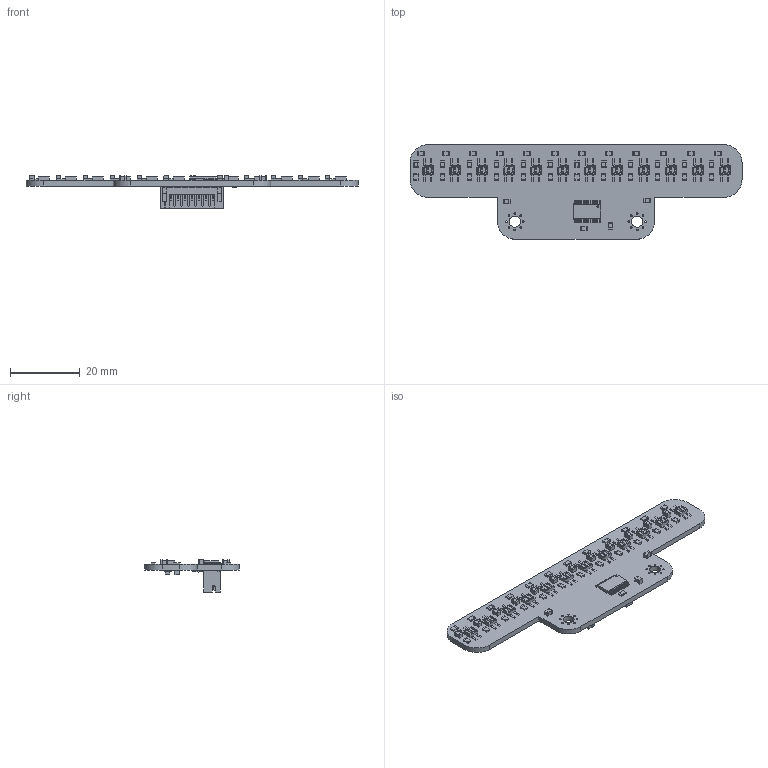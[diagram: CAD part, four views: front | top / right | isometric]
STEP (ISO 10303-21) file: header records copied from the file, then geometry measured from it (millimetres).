
FILE_DESCRIPTION(('KiCad electronic assembly'),'2;1');
FILE_NAME('line_sensor.step','2024-04-23T14:02:17',('Pcbnew'),('Kicad'), 'Open CASCADE STEP processor 7.7','KiCad to STEP converter','Unknown' );
FILE_SCHEMA(('AUTOMOTIVE_DESIGN { 1 0 10303 214 1 1 1 1 }'));
Length unit declared in the file: millimetre
Products named in the file (14): line_sensor 1; R_0805_2012Metric; C_0805_2012Metric; Everlight_ITR8307; TSSOP-24_4.4x7.8mm_P0.65mm; TSSOP_24_44x78mm_P065mm; LED_0805_2012Metric; JST_PH_S8B-PH-K_1x08_P2.00mm_Horizontal; JST_S8B_PH_K; line_sensor_PCB
Assembly tree (65 placements, depth 3):
  line_sensor 1
    R_0805_2012Metric  x27
      R_0805_2012Metric
    C_0805_2012Metric  x16
      C_0805_2012Metric
    Everlight_ITR8307  x12
      Everlight_ITR8307
    TSSOP-24_4.4x7.8mm_P0.65mm
      TSSOP_24_44x78mm_P065mm
    LED_0805_2012Metric
      LED_0805_2012Metric
    JST_PH_S8B-PH-K_1x08_P2.00mm_Horizontal
      JST_S8B_PH_K
    line_sensor_PCB
Bounding box: 95 x 27 x 9.2 mm (x, y, z)
Volume: 3546 mm3; surface area: 6053.2 mm2
Topology: 59 solids, 59 shells, 2496 faces, 6412 edges, 4140 vertices
Faces by surface type: plane 1893, cylinder 555, bspline 48
Full cylindrical faces by diameter (mm): 0.5 x17, 3.2 x2
Entity records: 33528 total; most frequent: CARTESIAN_POINT 4963, ORIENTED_EDGE 4686, DIRECTION 4447, EDGE_CURVE 2343, LINE 1977, VECTOR 1977, VERTEX_POINT 1495, AXIS2_PLACEMENT_3D 1235
